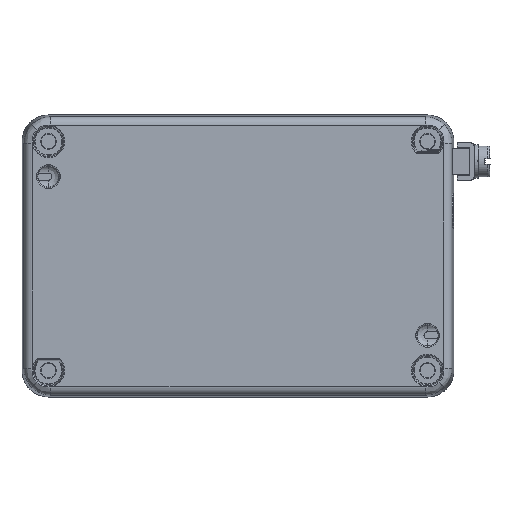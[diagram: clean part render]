
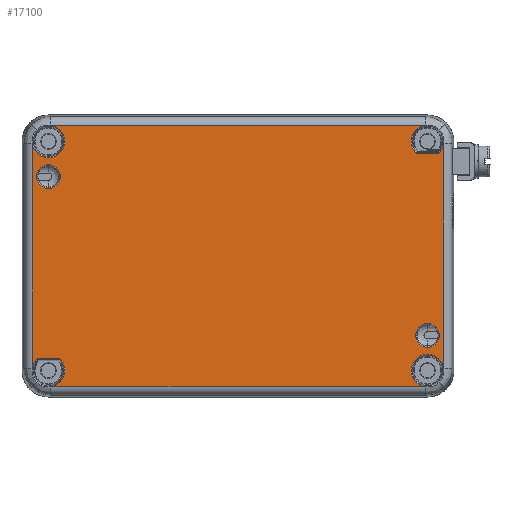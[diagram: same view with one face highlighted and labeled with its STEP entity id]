
A CAD part, front view. The second image highlights one B-rep face of the part: STEP entity #17100.
In plain terms, the highlighted planar face has unit normal (0, -1, 0).
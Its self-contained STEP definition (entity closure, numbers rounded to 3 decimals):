
#446=ELLIPSE('',#18968,0.373,0.344);
#447=ELLIPSE('',#18969,0.373,0.344);
#448=ELLIPSE('',#18973,0.373,0.344);
#449=ELLIPSE('',#18974,0.373,0.344);
#584=PLANE('',#18966);
#1749=LINE('',#32948,#2839);
#1750=LINE('',#32950,#2840);
#1751=LINE('',#32956,#2841);
#1752=LINE('',#32962,#2842);
#1753=LINE('',#32966,#2843);
#1754=LINE('',#32972,#2844);
#2839=VECTOR('',#22792,1000.);
#2840=VECTOR('',#22793,1000.);
#2841=VECTOR('',#22798,1000.);
#2842=VECTOR('',#22803,1000.);
#2843=VECTOR('',#22806,1000.);
#2844=VECTOR('',#22811,1000.);
#3690=FACE_BOUND('',#5588,.T.);
#3691=FACE_BOUND('',#5589,.T.);
#4326=FACE_OUTER_BOUND('',#5587,.T.);
#5587=EDGE_LOOP('',(#13845,#13846,#13847,#13848,#13849,#13850,#13851,#13852,
#13853,#13854,#13855,#13856,#13857,#13858,#13859,#13860));
#5588=EDGE_LOOP('',(#13861));
#5589=EDGE_LOOP('',(#13862));
#6677=CIRCLE('',#18650,2.699);
#6697=CIRCLE('',#18681,2.699);
#6706=CIRCLE('',#18695,3.691);
#6852=CIRCLE('',#18967,3.696);
#6853=CIRCLE('',#18970,3.696);
#6854=CIRCLE('',#18971,3.691);
#6855=CIRCLE('',#18972,3.696);
#6856=CIRCLE('',#18975,3.696);
#7800=VERTEX_POINT('',#28897);
#7820=VERTEX_POINT('',#28948);
#7829=VERTEX_POINT('',#28970);
#7830=VERTEX_POINT('',#28972);
#8176=VERTEX_POINT('',#32947);
#8177=VERTEX_POINT('',#32949);
#8178=VERTEX_POINT('',#32951);
#8179=VERTEX_POINT('',#32953);
#8180=VERTEX_POINT('',#32955);
#8181=VERTEX_POINT('',#32957);
#8182=VERTEX_POINT('',#32959);
#8183=VERTEX_POINT('',#32961);
#8184=VERTEX_POINT('',#32963);
#8185=VERTEX_POINT('',#32965);
#8186=VERTEX_POINT('',#32967);
#8187=VERTEX_POINT('',#32969);
#8188=VERTEX_POINT('',#32971);
#8189=VERTEX_POINT('',#32973);
#9676=EDGE_CURVE('',#7800,#7800,#6677,.T.);
#9696=EDGE_CURVE('',#7820,#7820,#6697,.T.);
#9705=EDGE_CURVE('',#7830,#7829,#6706,.T.);
#10182=EDGE_CURVE('',#8176,#7830,#1749,.T.);
#10183=EDGE_CURVE('',#7829,#8177,#1750,.T.);
#10184=EDGE_CURVE('',#8177,#8178,#6852,.T.);
#10185=EDGE_CURVE('',#8179,#8178,#446,.T.);
#10186=EDGE_CURVE('',#8179,#8180,#1751,.T.);
#10187=EDGE_CURVE('',#8181,#8180,#447,.T.);
#10188=EDGE_CURVE('',#8181,#8182,#6853,.T.);
#10189=EDGE_CURVE('',#8182,#8183,#1752,.T.);
#10190=EDGE_CURVE('',#8183,#8184,#6854,.T.);
#10191=EDGE_CURVE('',#8184,#8185,#1753,.T.);
#10192=EDGE_CURVE('',#8185,#8186,#6855,.T.);
#10193=EDGE_CURVE('',#8187,#8186,#448,.T.);
#10194=EDGE_CURVE('',#8187,#8188,#1754,.T.);
#10195=EDGE_CURVE('',#8189,#8188,#449,.T.);
#10196=EDGE_CURVE('',#8189,#8176,#6856,.T.);
#13845=ORIENTED_EDGE('',*,*,#10182,.T.);
#13846=ORIENTED_EDGE('',*,*,#9705,.T.);
#13847=ORIENTED_EDGE('',*,*,#10183,.T.);
#13848=ORIENTED_EDGE('',*,*,#10184,.T.);
#13849=ORIENTED_EDGE('',*,*,#10185,.F.);
#13850=ORIENTED_EDGE('',*,*,#10186,.T.);
#13851=ORIENTED_EDGE('',*,*,#10187,.F.);
#13852=ORIENTED_EDGE('',*,*,#10188,.T.);
#13853=ORIENTED_EDGE('',*,*,#10189,.T.);
#13854=ORIENTED_EDGE('',*,*,#10190,.T.);
#13855=ORIENTED_EDGE('',*,*,#10191,.T.);
#13856=ORIENTED_EDGE('',*,*,#10192,.T.);
#13857=ORIENTED_EDGE('',*,*,#10193,.F.);
#13858=ORIENTED_EDGE('',*,*,#10194,.T.);
#13859=ORIENTED_EDGE('',*,*,#10195,.F.);
#13860=ORIENTED_EDGE('',*,*,#10196,.T.);
#13861=ORIENTED_EDGE('',*,*,#9696,.T.);
#13862=ORIENTED_EDGE('',*,*,#9676,.T.);
#17100=ADVANCED_FACE('',(#4326,#3690,#3691),#584,.F.);
#18650=AXIS2_PLACEMENT_3D('',#28898,#22005,#22006);
#18681=AXIS2_PLACEMENT_3D('',#28949,#22067,#22068);
#18695=AXIS2_PLACEMENT_3D('',#28973,#22095,#22096);
#18966=AXIS2_PLACEMENT_3D('',#32946,#22790,#22791);
#18967=AXIS2_PLACEMENT_3D('',#32952,#22794,#22795);
#18968=AXIS2_PLACEMENT_3D('',#32954,#22796,#22797);
#18969=AXIS2_PLACEMENT_3D('',#32958,#22799,#22800);
#18970=AXIS2_PLACEMENT_3D('',#32960,#22801,#22802);
#18971=AXIS2_PLACEMENT_3D('',#32964,#22804,#22805);
#18972=AXIS2_PLACEMENT_3D('',#32968,#22807,#22808);
#18973=AXIS2_PLACEMENT_3D('',#32970,#22809,#22810);
#18974=AXIS2_PLACEMENT_3D('',#32974,#22812,#22813);
#18975=AXIS2_PLACEMENT_3D('',#32975,#22814,#22815);
#22005=DIRECTION('center_axis',(0.,1.,0.));
#22006=DIRECTION('ref_axis',(0.,0.,1.));
#22067=DIRECTION('center_axis',(0.,1.,0.));
#22068=DIRECTION('ref_axis',(0.,0.,1.));
#22095=DIRECTION('center_axis',(0.,1.,0.));
#22096=DIRECTION('ref_axis',(0.,0.,1.));
#22790=DIRECTION('center_axis',(0.,1.,0.));
#22791=DIRECTION('ref_axis',(0.,0.,1.));
#22792=DIRECTION('',(1.,0.,0.));
#22793=DIRECTION('',(0.,0.,1.));
#22794=DIRECTION('center_axis',(0.,1.,0.));
#22795=DIRECTION('ref_axis',(0.,0.,1.));
#22796=DIRECTION('center_axis',(0.,-1.,0.));
#22797=DIRECTION('ref_axis',(0.921,0.,0.39));
#22798=DIRECTION('',(-1.,0.,0.));
#22799=DIRECTION('center_axis',(0.,-1.,0.));
#22800=DIRECTION('ref_axis',(0.921,0.,-0.389));
#22801=DIRECTION('center_axis',(0.,1.,0.));
#22802=DIRECTION('ref_axis',(0.,0.,1.));
#22803=DIRECTION('',(-1.,0.,0.));
#22804=DIRECTION('center_axis',(0.,1.,0.));
#22805=DIRECTION('ref_axis',(0.,0.,1.));
#22806=DIRECTION('',(0.,0.,-1.));
#22807=DIRECTION('center_axis',(0.,1.,0.));
#22808=DIRECTION('ref_axis',(0.,0.,1.));
#22809=DIRECTION('center_axis',(0.,-1.,0.));
#22810=DIRECTION('ref_axis',(0.921,0.,0.39));
#22811=DIRECTION('',(1.,0.,0.));
#22812=DIRECTION('center_axis',(0.,-1.,0.));
#22813=DIRECTION('ref_axis',(0.921,0.,-0.389));
#22814=DIRECTION('center_axis',(0.,1.,0.));
#22815=DIRECTION('ref_axis',(0.,0.,1.));
#28897=CARTESIAN_POINT('',(43.,-26.5,-15.301));
#28898=CARTESIAN_POINT('Origin',(43.,-26.5,-18.));
#28948=CARTESIAN_POINT('',(-43.,-26.5,20.699));
#28949=CARTESIAN_POINT('Origin',(-43.,-26.5,18.));
#28970=CARTESIAN_POINT('',(46.551,-26.5,-24.991));
#28972=CARTESIAN_POINT('',(41.991,-26.5,-29.551));
#28973=CARTESIAN_POINT('Origin',(43.,-26.5,-26.));
#32946=CARTESIAN_POINT('Origin',(-49.,-26.5,32.));
#32947=CARTESIAN_POINT('',(-41.974,-26.5,-29.551));
#32948=CARTESIAN_POINT('',(42.515,-26.5,-29.551));
#32949=CARTESIAN_POINT('',(46.551,-26.5,24.974));
#32950=CARTESIAN_POINT('',(46.551,-26.5,25.515));
#32951=CARTESIAN_POINT('',(45.652,-26.5,23.425));
#32952=CARTESIAN_POINT('Origin',(43.,-26.5,26.));
#32953=CARTESIAN_POINT('',(45.365,-26.5,23.304));
#32954=CARTESIAN_POINT('Origin',(45.387,-26.5,23.652));
#32955=CARTESIAN_POINT('',(40.635,-26.5,23.304));
#32956=CARTESIAN_POINT('',(-49.,-26.5,23.304));
#32957=CARTESIAN_POINT('',(40.348,-26.5,23.425));
#32958=CARTESIAN_POINT('Origin',(40.613,-26.5,23.652));
#32959=CARTESIAN_POINT('',(41.974,-26.5,29.551));
#32960=CARTESIAN_POINT('Origin',(43.,-26.5,26.));
#32961=CARTESIAN_POINT('',(-41.991,-26.5,29.551));
#32962=CARTESIAN_POINT('',(-42.515,-26.5,29.551));
#32963=CARTESIAN_POINT('',(-46.551,-26.5,24.991));
#32964=CARTESIAN_POINT('Origin',(-43.,-26.5,26.));
#32965=CARTESIAN_POINT('',(-46.551,-26.5,-24.974));
#32966=CARTESIAN_POINT('',(-46.551,-26.5,-25.515));
#32967=CARTESIAN_POINT('',(-45.652,-26.5,-23.425));
#32968=CARTESIAN_POINT('Origin',(-43.,-26.5,-26.));
#32969=CARTESIAN_POINT('',(-45.365,-26.5,-23.304));
#32970=CARTESIAN_POINT('Origin',(-45.387,-26.5,-23.652));
#32971=CARTESIAN_POINT('',(-40.635,-26.5,-23.304));
#32972=CARTESIAN_POINT('',(-49.,-26.5,-23.304));
#32973=CARTESIAN_POINT('',(-40.348,-26.5,-23.425));
#32974=CARTESIAN_POINT('Origin',(-40.613,-26.5,-23.652));
#32975=CARTESIAN_POINT('Origin',(-43.,-26.5,-26.));
